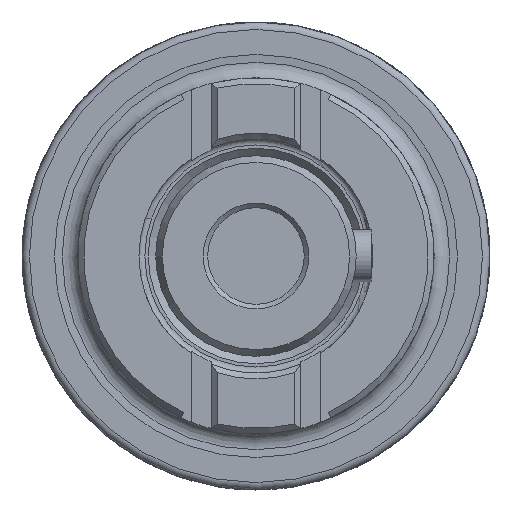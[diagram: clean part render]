
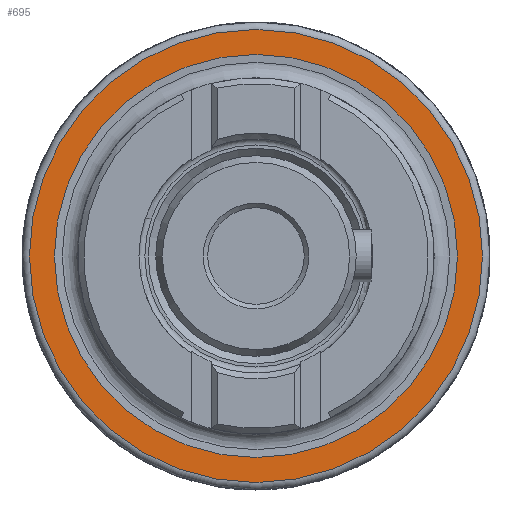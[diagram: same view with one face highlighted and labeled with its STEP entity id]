
A CAD part, left-side view. The second image highlights one B-rep face of the part: STEP entity #695.
In plain terms, the highlighted planar face has unit normal (-1, 0, 0).
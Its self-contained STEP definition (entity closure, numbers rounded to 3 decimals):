
#580=FACE_BOUND('',#1082,.T.);
#581=FACE_BOUND('',#1083,.T.);
#695=ADVANCED_FACE('',(#580,#581),#815,.F.);
#815=PLANE('',#2878);
#1082=EDGE_LOOP('',(#1528));
#1083=EDGE_LOOP('',(#1529));
#1528=ORIENTED_EDGE('',*,*,#2396,.T.);
#1529=ORIENTED_EDGE('',*,*,#2397,.F.);
#2084=VERTEX_POINT('',#4591);
#2085=VERTEX_POINT('',#4594);
#2396=EDGE_CURVE('',#2084,#2084,#2666,.T.);
#2397=EDGE_CURVE('',#2085,#2085,#2667,.T.);
#2666=CIRCLE('',#2875,30.495);
#2667=CIRCLE('',#2877,27.13);
#2875=AXIS2_PLACEMENT_3D('',#4590,#3362,#3363);
#2877=AXIS2_PLACEMENT_3D('',#4593,#3366,#3367);
#2878=AXIS2_PLACEMENT_3D('',#4595,#3368,#3369);
#3362=DIRECTION('',(-1.,0.,0.));
#3363=DIRECTION('',(0.,0.,-1.));
#3366=DIRECTION('',(-1.,0.,0.));
#3367=DIRECTION('',(0.,0.,-1.));
#3368=DIRECTION('',(1.,0.,0.));
#3369=DIRECTION('',(0.,0.,-1.));
#4590=CARTESIAN_POINT('',(49.5,0.,0.));
#4591=CARTESIAN_POINT('',(49.5,0.,-30.495));
#4593=CARTESIAN_POINT('',(49.5,0.,0.));
#4594=CARTESIAN_POINT('',(49.5,0.,-27.13));
#4595=CARTESIAN_POINT('',(49.5,27.13,0.));
